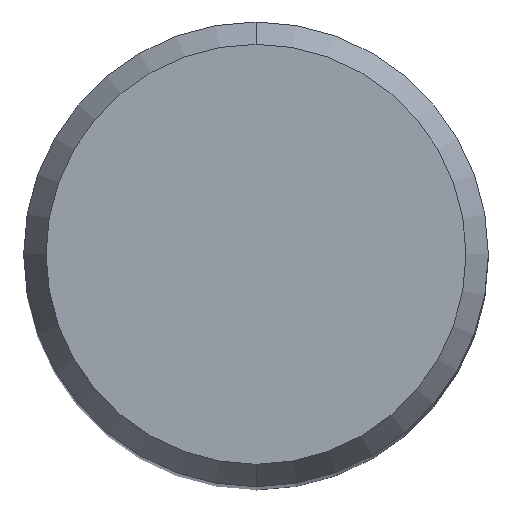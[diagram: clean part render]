
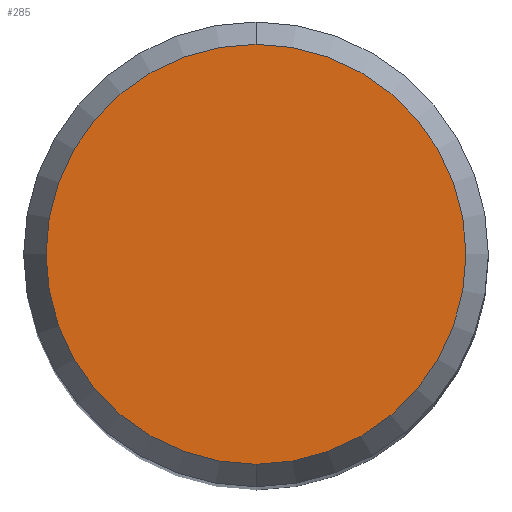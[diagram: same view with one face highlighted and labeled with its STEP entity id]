
A CAD part, top view. The second image highlights one B-rep face of the part: STEP entity #285.
In plain terms, the highlighted planar face has unit normal (0, 0, 1).
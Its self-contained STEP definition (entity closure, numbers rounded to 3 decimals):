
#125=VERTEX_POINT('',#328);
#193=VERTEX_POINT('',#405);
#227=EDGE_CURVE('',#193,#125,#441,.T.);
#285=ADVANCED_FACE('',(#508),#509,.T.);
#307=EDGE_CURVE('',#125,#193,#536,.T.);
#328=CARTESIAN_POINT('',(0.0,4.304,0.01));
#405=CARTESIAN_POINT('',(0.,-4.304,0.01));
#441=CIRCLE('',#699,4.304);
#508=FACE_OUTER_BOUND('',#778,.T.);
#509=PLANE('',#779);
#536=CIRCLE('',#813,4.304);
#699=AXIS2_PLACEMENT_3D('',#945,#946,#947);
#778=EDGE_LOOP('',(#1030,#1031));
#779=AXIS2_PLACEMENT_3D('',#1032,#1033,#1034);
#813=AXIS2_PLACEMENT_3D('',#1080,#1081,#1082);
#945=CARTESIAN_POINT('',(0.0,0.0,0.01));
#946=DIRECTION('',(0.0,0.0,-1.0));
#947=DIRECTION('',(0.0,1.0,0.0));
#1030=ORIENTED_EDGE('',*,*,#307,.F.);
#1031=ORIENTED_EDGE('',*,*,#227,.F.);
#1032=CARTESIAN_POINT('',(0.0,2.152,0.01));
#1033=DIRECTION('',(-0.0,0.0,1.0));
#1034=DIRECTION('',(0.0,-1.0,0.0));
#1080=CARTESIAN_POINT('',(0.0,0.0,0.01));
#1081=DIRECTION('',(0.0,0.0,-1.0));
#1082=DIRECTION('',(0.0,1.0,0.0));
